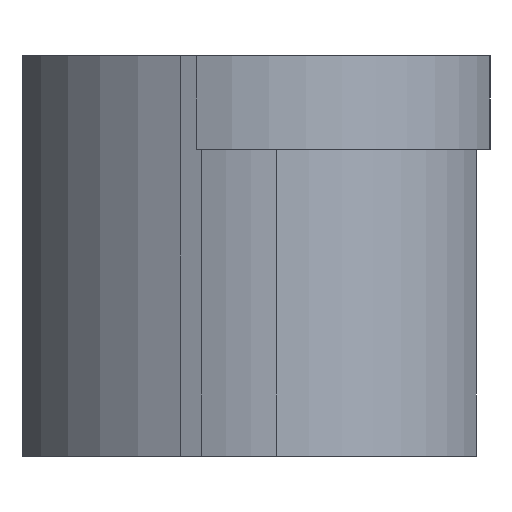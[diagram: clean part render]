
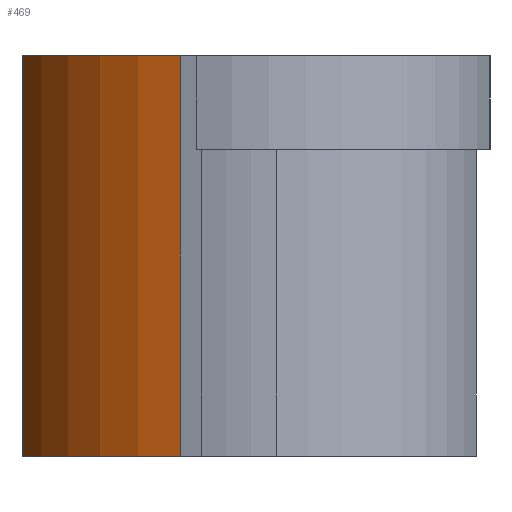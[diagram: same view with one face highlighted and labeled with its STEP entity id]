
A CAD part, left-side view. The second image highlights one B-rep face of the part: STEP entity #469.
In plain terms, the highlighted cylindrical face has radius 20.15 mm (diameter 40.3 mm), a partial arc.
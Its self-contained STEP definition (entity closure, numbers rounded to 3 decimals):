
#137 = LINE ( 'NONE', #156, #663 ) ;
#156 = CARTESIAN_POINT ( 'NONE',  ( -11.037, -36.641, -19.207 ) ) ;
#160 = CARTESIAN_POINT ( 'NONE',  ( -23.255, -48.506, -19.207 ) ) ;
#185 = EDGE_CURVE ( 'NONE', #1456, #566, #681, .T. ) ;
#215 = DIRECTION ( 'NONE',  ( 1., 0., 0. ) ) ;
#262 = CYLINDRICAL_SURFACE ( 'NONE', #1198, 20.15 ) ;
#335 = EDGE_CURVE ( 'NONE', #911, #1046, #450, .T. ) ;
#345 = DIRECTION ( 'NONE',  ( 0., 0., 1. ) ) ;
#384 = CARTESIAN_POINT ( 'NONE',  ( -4.423, -55.675, 0. ) ) ;
#450 = CIRCLE ( 'NONE', #624, 20.15 ) ;
#469 = ADVANCED_FACE ( 'NONE', ( #966 ), #262, .T. ) ;
#510 = DIRECTION ( 'NONE',  ( -1., 0., 0. ) ) ;
#566 = VERTEX_POINT ( 'NONE', #1361 ) ;
#589 = ORIENTED_EDGE ( 'NONE', *, *, #668, .T. ) ;
#624 = AXIS2_PLACEMENT_3D ( 'NONE', #1194, #1158, #658 ) ;
#626 = LINE ( 'NONE', #160, #756 ) ;
#651 = DIRECTION ( 'NONE',  ( 0., 0., 1. ) ) ;
#658 = DIRECTION ( 'NONE',  ( 1., 0., 0. ) ) ;
#663 = VECTOR ( 'NONE', #651, 1000. ) ;
#668 = EDGE_CURVE ( 'NONE', #566, #1046, #626, .T. ) ;
#681 = CIRCLE ( 'NONE', #948, 20.15 ) ;
#700 = EDGE_CURVE ( 'NONE', #1456, #911, #137, .T. ) ;
#756 = VECTOR ( 'NONE', #1270, 1000. ) ;
#824 = EDGE_LOOP ( 'NONE', ( #1048, #1182, #589, #1003 ) ) ;
#911 = VERTEX_POINT ( 'NONE', #1308 ) ;
#948 = AXIS2_PLACEMENT_3D ( 'NONE', #384, #1259, #510 ) ;
#966 = FACE_OUTER_BOUND ( 'NONE', #824, .T. ) ;
#1003 = ORIENTED_EDGE ( 'NONE', *, *, #335, .F. ) ;
#1046 = VERTEX_POINT ( 'NONE', #1103 ) ;
#1048 = ORIENTED_EDGE ( 'NONE', *, *, #700, .F. ) ;
#1103 = CARTESIAN_POINT ( 'NONE',  ( -23.255, -48.506, 30. ) ) ;
#1158 = DIRECTION ( 'NONE',  ( 0., 0., 1. ) ) ;
#1182 = ORIENTED_EDGE ( 'NONE', *, *, #185, .T. ) ;
#1194 = CARTESIAN_POINT ( 'NONE',  ( -4.423, -55.675, 30. ) ) ;
#1198 = AXIS2_PLACEMENT_3D ( 'NONE', #1329, #345, #215 ) ;
#1259 = DIRECTION ( 'NONE',  ( 0., 0., 1. ) ) ;
#1270 = DIRECTION ( 'NONE',  ( 0., 0., 1. ) ) ;
#1308 = CARTESIAN_POINT ( 'NONE',  ( -11.037, -36.641, 30. ) ) ;
#1329 = CARTESIAN_POINT ( 'NONE',  ( -4.423, -55.675, -19.207 ) ) ;
#1361 = CARTESIAN_POINT ( 'NONE',  ( -23.255, -48.506, 0. ) ) ;
#1456 = VERTEX_POINT ( 'NONE', #1539 ) ;
#1539 = CARTESIAN_POINT ( 'NONE',  ( -11.037, -36.641, 0. ) ) ;
